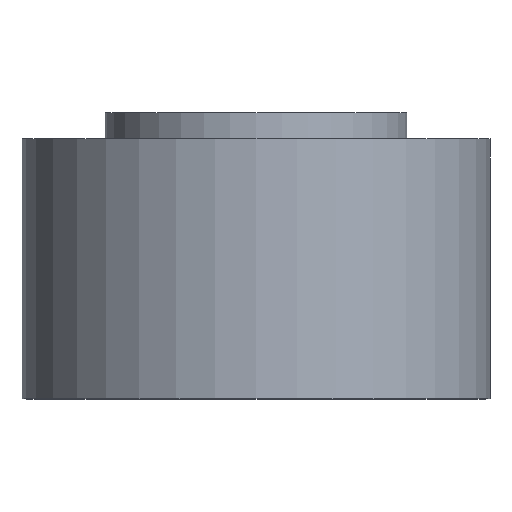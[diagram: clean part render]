
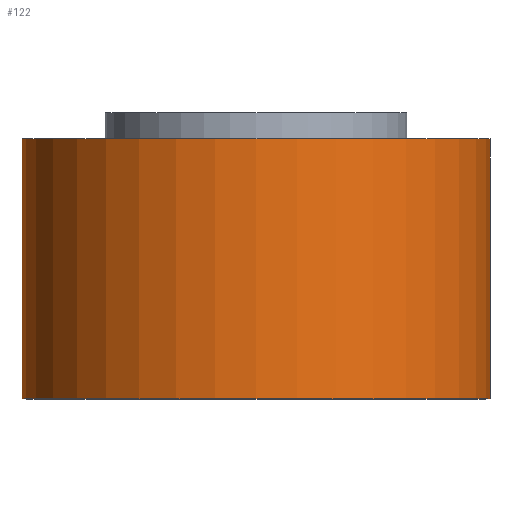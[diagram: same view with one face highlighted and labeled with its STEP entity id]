
A CAD part, top view. The second image highlights one B-rep face of the part: STEP entity #122.
In plain terms, the highlighted cylindrical face has radius 4.5 mm (diameter 9 mm), a full revolution.
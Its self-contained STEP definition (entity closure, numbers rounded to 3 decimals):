
#34=FACE_OUTER_BOUND('',#43,.T.);
#43=EDGE_LOOP('',(#102,#103,#104,#105));
#52=LINE('',#230,#57);
#57=VECTOR('',#191,4.5);
#63=CIRCLE('',#150,4.5);
#64=CIRCLE('',#152,4.5);
#71=VERTEX_POINT('',#225);
#72=VERTEX_POINT('',#228);
#82=EDGE_CURVE('',#71,#71,#63,.T.);
#83=EDGE_CURVE('',#72,#72,#64,.T.);
#84=EDGE_CURVE('',#72,#71,#52,.T.);
#102=ORIENTED_EDGE('',*,*,#83,.F.);
#103=ORIENTED_EDGE('',*,*,#84,.T.);
#104=ORIENTED_EDGE('',*,*,#82,.T.);
#105=ORIENTED_EDGE('',*,*,#84,.F.);
#116=CYLINDRICAL_SURFACE('',#151,4.5);
#122=ADVANCED_FACE('',(#34),#116,.T.);
#150=AXIS2_PLACEMENT_3D('',#226,#185,#186);
#151=AXIS2_PLACEMENT_3D('',#227,#187,#188);
#152=AXIS2_PLACEMENT_3D('',#229,#189,#190);
#185=DIRECTION('center_axis',(0.,1.,0.));
#186=DIRECTION('ref_axis',(1.,0.,0.));
#187=DIRECTION('center_axis',(0.,1.,0.));
#188=DIRECTION('ref_axis',(0.,0.,1.));
#189=DIRECTION('center_axis',(0.,1.,0.));
#190=DIRECTION('ref_axis',(1.,0.,0.));
#191=DIRECTION('',(0.,-1.,0.));
#225=CARTESIAN_POINT('',(0.,-5.,-4.5));
#226=CARTESIAN_POINT('Origin',(0.,-5.,0.));
#227=CARTESIAN_POINT('Origin',(0.,-2.5,0.));
#228=CARTESIAN_POINT('',(0.,0.,-4.5));
#229=CARTESIAN_POINT('Origin',(0.,0.,0.));
#230=CARTESIAN_POINT('',(0.,-2.5,-4.5));
